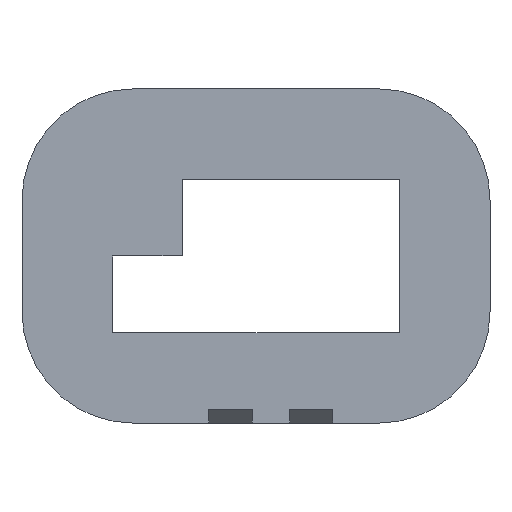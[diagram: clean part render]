
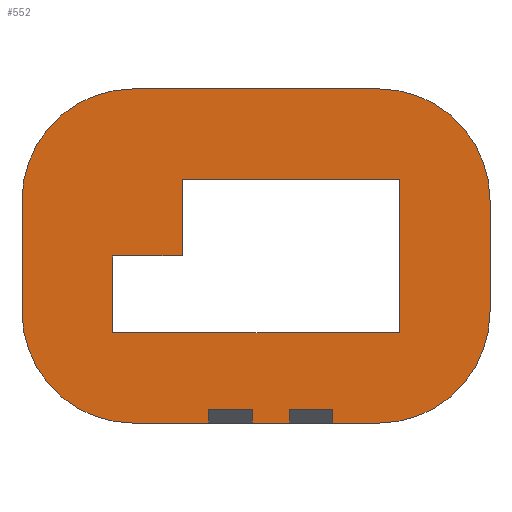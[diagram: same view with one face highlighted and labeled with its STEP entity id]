
A CAD part, front view. The second image highlights one B-rep face of the part: STEP entity #552.
In plain terms, the highlighted planar face has unit normal (0, -1, 0).
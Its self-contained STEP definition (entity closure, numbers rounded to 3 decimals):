
#20=FACE_BOUND('',#74,.T.);
#25=CIRCLE('',#604,4.);
#26=CIRCLE('',#606,4.);
#27=CIRCLE('',#607,4.);
#28=CIRCLE('',#608,4.);
#44=FACE_OUTER_BOUND('',#73,.T.);
#73=EDGE_LOOP('',(#443,#444,#445,#446,#447,#448,#449,#450,#451,#452,#453,
#454,#455,#456,#457,#458));
#74=EDGE_LOOP('',(#459,#460,#461,#462,#463,#464));
#101=LINE('',#798,#171);
#104=LINE('',#804,#174);
#106=LINE('',#807,#176);
#109=LINE('',#815,#179);
#112=LINE('',#821,#182);
#116=LINE('',#828,#186);
#132=LINE('',#867,#202);
#133=LINE('',#870,#203);
#135=LINE('',#872,#205);
#138=LINE('',#883,#208);
#139=LINE('',#886,#209);
#140=LINE('',#888,#210);
#141=LINE('',#892,#211);
#142=LINE('',#894,#212);
#143=LINE('',#896,#213);
#144=LINE('',#898,#214);
#145=LINE('',#900,#215);
#146=LINE('',#901,#216);
#171=VECTOR('',#647,10.);
#174=VECTOR('',#652,10.);
#176=VECTOR('',#656,10.);
#179=VECTOR('',#661,10.);
#182=VECTOR('',#666,10.);
#186=VECTOR('',#672,10.);
#202=VECTOR('',#702,10.);
#203=VECTOR('',#705,10.);
#205=VECTOR('',#707,10.);
#208=VECTOR('',#718,10.);
#209=VECTOR('',#721,10.);
#210=VECTOR('',#722,10.);
#211=VECTOR('',#725,10.);
#212=VECTOR('',#726,10.);
#213=VECTOR('',#727,10.);
#214=VECTOR('',#728,10.);
#215=VECTOR('',#729,10.);
#216=VECTOR('',#730,10.);
#238=VERTEX_POINT('',#795);
#239=VERTEX_POINT('',#797);
#240=VERTEX_POINT('',#801);
#241=VERTEX_POINT('',#803);
#244=VERTEX_POINT('',#812);
#245=VERTEX_POINT('',#814);
#247=VERTEX_POINT('',#820);
#249=VERTEX_POINT('',#826);
#265=VERTEX_POINT('',#865);
#266=VERTEX_POINT('',#869);
#267=VERTEX_POINT('',#874);
#268=VERTEX_POINT('',#876);
#269=VERTEX_POINT('',#880);
#270=VERTEX_POINT('',#882);
#271=VERTEX_POINT('',#884);
#272=VERTEX_POINT('',#887);
#273=VERTEX_POINT('',#890);
#274=VERTEX_POINT('',#891);
#275=VERTEX_POINT('',#893);
#276=VERTEX_POINT('',#895);
#277=VERTEX_POINT('',#897);
#278=VERTEX_POINT('',#899);
#293=EDGE_CURVE('',#239,#238,#101,.T.);
#296=EDGE_CURVE('',#241,#240,#104,.T.);
#298=EDGE_CURVE('',#240,#239,#106,.T.);
#301=EDGE_CURVE('',#245,#244,#109,.T.);
#304=EDGE_CURVE('',#247,#245,#112,.T.);
#308=EDGE_CURVE('',#244,#249,#116,.T.);
#328=EDGE_CURVE('',#265,#249,#132,.T.);
#329=EDGE_CURVE('',#241,#266,#133,.T.);
#331=EDGE_CURVE('',#247,#238,#135,.T.);
#333=EDGE_CURVE('',#267,#268,#25,.T.);
#335=EDGE_CURVE('',#269,#265,#26,.T.);
#336=EDGE_CURVE('',#270,#269,#138,.T.);
#337=EDGE_CURVE('',#271,#270,#27,.T.);
#338=EDGE_CURVE('',#268,#271,#139,.T.);
#339=EDGE_CURVE('',#272,#267,#140,.T.);
#340=EDGE_CURVE('',#266,#272,#28,.T.);
#341=EDGE_CURVE('',#273,#274,#141,.T.);
#342=EDGE_CURVE('',#275,#273,#142,.T.);
#343=EDGE_CURVE('',#276,#275,#143,.T.);
#344=EDGE_CURVE('',#277,#276,#144,.T.);
#345=EDGE_CURVE('',#278,#277,#145,.T.);
#346=EDGE_CURVE('',#274,#278,#146,.T.);
#443=ORIENTED_EDGE('',*,*,#293,.T.);
#444=ORIENTED_EDGE('',*,*,#331,.F.);
#445=ORIENTED_EDGE('',*,*,#304,.T.);
#446=ORIENTED_EDGE('',*,*,#301,.T.);
#447=ORIENTED_EDGE('',*,*,#308,.T.);
#448=ORIENTED_EDGE('',*,*,#328,.F.);
#449=ORIENTED_EDGE('',*,*,#335,.F.);
#450=ORIENTED_EDGE('',*,*,#336,.F.);
#451=ORIENTED_EDGE('',*,*,#337,.F.);
#452=ORIENTED_EDGE('',*,*,#338,.F.);
#453=ORIENTED_EDGE('',*,*,#333,.F.);
#454=ORIENTED_EDGE('',*,*,#339,.F.);
#455=ORIENTED_EDGE('',*,*,#340,.F.);
#456=ORIENTED_EDGE('',*,*,#329,.F.);
#457=ORIENTED_EDGE('',*,*,#296,.T.);
#458=ORIENTED_EDGE('',*,*,#298,.T.);
#459=ORIENTED_EDGE('',*,*,#341,.F.);
#460=ORIENTED_EDGE('',*,*,#342,.F.);
#461=ORIENTED_EDGE('',*,*,#343,.F.);
#462=ORIENTED_EDGE('',*,*,#344,.F.);
#463=ORIENTED_EDGE('',*,*,#345,.F.);
#464=ORIENTED_EDGE('',*,*,#346,.F.);
#527=PLANE('',#605);
#552=ADVANCED_FACE('',(#44,#20),#527,.F.);
#604=AXIS2_PLACEMENT_3D('',#877,#711,#712);
#605=AXIS2_PLACEMENT_3D('',#879,#714,#715);
#606=AXIS2_PLACEMENT_3D('',#881,#716,#717);
#607=AXIS2_PLACEMENT_3D('',#885,#719,#720);
#608=AXIS2_PLACEMENT_3D('',#889,#723,#724);
#647=DIRECTION('',(0.,0.,-1.));
#652=DIRECTION('',(0.,0.,1.));
#656=DIRECTION('',(1.,0.,0.));
#661=DIRECTION('',(1.,0.,0.));
#666=DIRECTION('',(0.,0.,1.));
#672=DIRECTION('',(0.,0.,-1.));
#702=DIRECTION('',(-1.,0.,0.));
#705=DIRECTION('',(-1.,0.,0.));
#707=DIRECTION('',(-1.,0.,0.));
#711=DIRECTION('center_axis',(0.,1.,0.));
#712=DIRECTION('ref_axis',(-0.707,0.,0.707));
#714=DIRECTION('center_axis',(0.,1.,0.));
#715=DIRECTION('ref_axis',(0.,0.,1.));
#716=DIRECTION('center_axis',(0.,1.,0.));
#717=DIRECTION('ref_axis',(0.707,0.,-0.707));
#718=DIRECTION('',(0.,0.,-1.));
#719=DIRECTION('center_axis',(0.,1.,0.));
#720=DIRECTION('ref_axis',(0.707,0.,0.707));
#721=DIRECTION('',(1.,0.,0.));
#722=DIRECTION('',(0.,0.,1.));
#723=DIRECTION('center_axis',(0.,1.,0.));
#724=DIRECTION('ref_axis',(-0.707,0.,-0.707));
#725=DIRECTION('',(-1.,0.,0.));
#726=DIRECTION('',(0.,0.,1.));
#727=DIRECTION('',(1.,0.,0.));
#728=DIRECTION('',(0.,0.,-1.));
#729=DIRECTION('',(-1.,0.,0.));
#730=DIRECTION('',(0.,0.,-1.));
#795=CARTESIAN_POINT('',(-0.139,0.,-6.));
#797=CARTESIAN_POINT('',(-0.139,0.,-5.5));
#798=CARTESIAN_POINT('',(-0.139,0.,-3.));
#801=CARTESIAN_POINT('',(-1.689,0.,-5.5));
#803=CARTESIAN_POINT('',(-1.689,0.,-6.));
#804=CARTESIAN_POINT('',(-1.689,0.,-3.));
#807=CARTESIAN_POINT('',(-0.912,0.,-5.5));
#812=CARTESIAN_POINT('',(2.761,0.,-5.5));
#814=CARTESIAN_POINT('',(1.211,0.,-5.5));
#815=CARTESIAN_POINT('',(0.,0.,-5.5));
#820=CARTESIAN_POINT('',(1.211,0.,-6.));
#821=CARTESIAN_POINT('',(1.211,0.,-3.));
#826=CARTESIAN_POINT('',(2.761,0.,-6.));
#828=CARTESIAN_POINT('',(2.761,0.,-3.));
#865=CARTESIAN_POINT('',(4.4,0.,-6.));
#867=CARTESIAN_POINT('',(8.4,0.,-6.));
#869=CARTESIAN_POINT('',(-4.4,0.,-6.));
#870=CARTESIAN_POINT('',(8.4,0.,-6.));
#872=CARTESIAN_POINT('',(8.4,0.,-6.));
#874=CARTESIAN_POINT('',(-8.4,0.,2.));
#876=CARTESIAN_POINT('',(-4.4,0.,6.));
#877=CARTESIAN_POINT('Origin',(-4.4,0.,2.));
#879=CARTESIAN_POINT('Origin',(0.,0.,0.));
#880=CARTESIAN_POINT('',(8.4,0.,-2.));
#881=CARTESIAN_POINT('Origin',(4.4,0.,-2.));
#882=CARTESIAN_POINT('',(8.4,0.,2.));
#883=CARTESIAN_POINT('',(8.4,0.,6.));
#884=CARTESIAN_POINT('',(4.4,0.,6.));
#885=CARTESIAN_POINT('Origin',(4.4,0.,2.));
#886=CARTESIAN_POINT('',(-8.4,0.,6.));
#887=CARTESIAN_POINT('',(-8.4,0.,-2.));
#888=CARTESIAN_POINT('',(-8.4,0.,-6.));
#889=CARTESIAN_POINT('Origin',(-4.4,0.,-2.));
#890=CARTESIAN_POINT('',(5.15,0.,2.75));
#891=CARTESIAN_POINT('',(-2.65,0.,2.75));
#892=CARTESIAN_POINT('',(5.15,0.,2.75));
#893=CARTESIAN_POINT('',(5.15,0.,-2.75));
#894=CARTESIAN_POINT('',(5.15,0.,-2.75));
#895=CARTESIAN_POINT('',(-5.15,0.,-2.75));
#896=CARTESIAN_POINT('',(-5.15,0.,-2.75));
#897=CARTESIAN_POINT('',(-5.15,0.,0.));
#898=CARTESIAN_POINT('',(-5.15,0.,0.));
#899=CARTESIAN_POINT('',(-2.65,0.,0.));
#900=CARTESIAN_POINT('',(-2.65,0.,0.));
#901=CARTESIAN_POINT('',(-2.65,0.,2.75));
